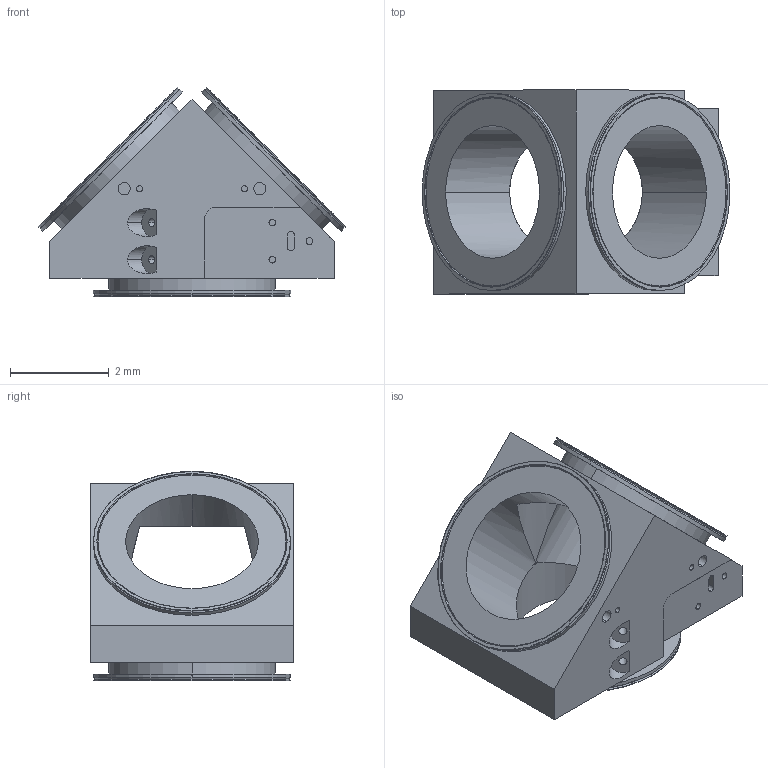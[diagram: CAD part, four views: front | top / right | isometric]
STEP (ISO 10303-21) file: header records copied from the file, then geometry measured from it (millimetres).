
FILE_DESCRIPTION(('produced by SPATIAL CORP'),'2;1');
FILE_NAME( 'main_blocka_new.hh.sat.stp', '2002-04-12T11:50:25+00:00',('SPATIAL CORP'),('SPATIAL CORP'), 'ACIS STEP Husk','http://www.spatial.com','SPATIAL CORP');
FILE_SCHEMA(('CONFIG_CONTROL_DESIGN'));
Length unit declared in the file: millimetre
Products named in the file (1): PRODUCT_ID_1
Bounding box: 6.23 x 4.12 x 4.24 mm (x, y, z)
Volume: 31.1 mm3; surface area: 147.3 mm2
Topology: 1 solids, 1 shells, 159 faces, 367 edges, 242 vertices
Faces by surface type: cylinder 84, plane 55, torus 17, cone 3
Entity records: 3886 total; most frequent: ORIENTED_EDGE 724, CARTESIAN_POINT 600, DIRECTION 591, EDGE_CURVE 362, VERTEX_POINT 241, AXIS2_PLACEMENT_3D 232, EDGE_LOOP 199, FACE_BOUND 199
